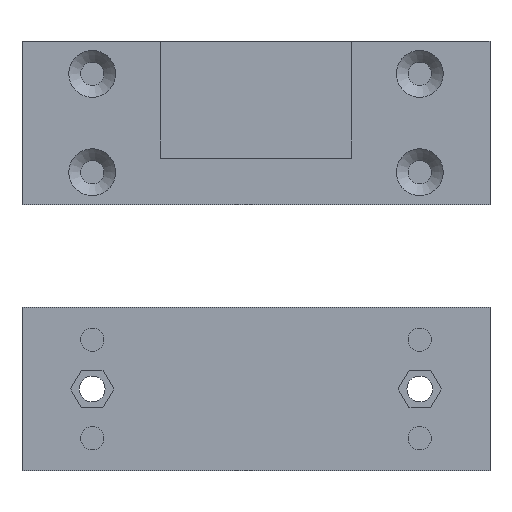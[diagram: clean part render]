
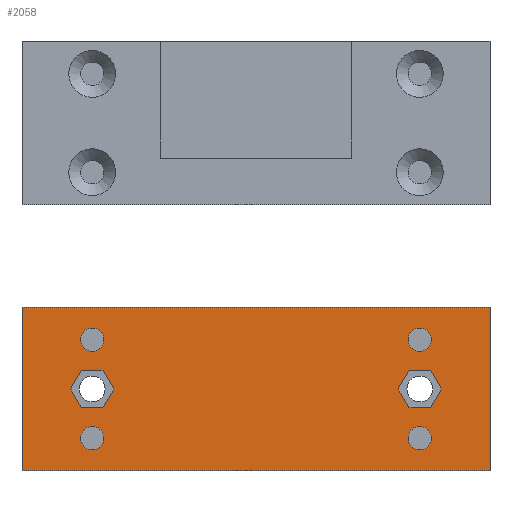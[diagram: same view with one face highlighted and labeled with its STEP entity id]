
A CAD part, front view. The second image highlights one B-rep face of the part: STEP entity #2058.
In plain terms, the highlighted planar face has unit normal (0, -1, 0).
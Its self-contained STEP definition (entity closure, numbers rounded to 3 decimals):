
#71=FACE_BOUND('',#343,.T.);
#72=FACE_BOUND('',#344,.T.);
#73=FACE_BOUND('',#345,.T.);
#74=FACE_BOUND('',#346,.T.);
#75=FACE_BOUND('',#347,.T.);
#76=FACE_BOUND('',#348,.T.);
#123=CIRCLE('',#2198,2.5);
#124=CIRCLE('',#2200,2.5);
#125=CIRCLE('',#2202,2.5);
#126=CIRCLE('',#2204,2.5);
#212=FACE_OUTER_BOUND('',#342,.T.);
#342=EDGE_LOOP('',(#1579,#1580,#1581,#1582));
#343=EDGE_LOOP('',(#1583,#1584,#1585,#1586,#1587,#1588));
#344=EDGE_LOOP('',(#1589,#1590,#1591,#1592,#1593,#1594));
#345=EDGE_LOOP('',(#1595));
#346=EDGE_LOOP('',(#1596));
#347=EDGE_LOOP('',(#1597));
#348=EDGE_LOOP('',(#1598));
#469=LINE('',#2967,#693);
#473=LINE('',#2975,#697);
#476=LINE('',#2981,#700);
#479=LINE('',#2987,#703);
#482=LINE('',#2993,#706);
#485=LINE('',#2998,#709);
#487=LINE('',#3006,#711);
#491=LINE('',#3014,#715);
#494=LINE('',#3020,#718);
#497=LINE('',#3026,#721);
#500=LINE('',#3032,#724);
#503=LINE('',#3037,#727);
#515=LINE('',#3101,#739);
#521=LINE('',#3118,#745);
#527=LINE('',#3131,#751);
#528=LINE('',#3133,#752);
#693=VECTOR('',#2389,10.);
#697=VECTOR('',#2395,10.);
#700=VECTOR('',#2400,10.);
#703=VECTOR('',#2405,10.);
#706=VECTOR('',#2410,10.);
#709=VECTOR('',#2415,10.);
#711=VECTOR('',#2423,10.);
#715=VECTOR('',#2429,10.);
#718=VECTOR('',#2434,10.);
#721=VECTOR('',#2439,10.);
#724=VECTOR('',#2444,10.);
#727=VECTOR('',#2449,10.);
#739=VECTOR('',#2523,10.);
#745=VECTOR('',#2535,10.);
#751=VECTOR('',#2551,10.);
#752=VECTOR('',#2554,10.);
#911=VERTEX_POINT('',#2965);
#912=VERTEX_POINT('',#2966);
#915=VERTEX_POINT('',#2974);
#917=VERTEX_POINT('',#2980);
#919=VERTEX_POINT('',#2986);
#921=VERTEX_POINT('',#2992);
#924=VERTEX_POINT('',#3004);
#925=VERTEX_POINT('',#3005);
#928=VERTEX_POINT('',#3013);
#930=VERTEX_POINT('',#3019);
#932=VERTEX_POINT('',#3025);
#934=VERTEX_POINT('',#3031);
#949=VERTEX_POINT('',#3079);
#950=VERTEX_POINT('',#3083);
#951=VERTEX_POINT('',#3087);
#952=VERTEX_POINT('',#3091);
#955=VERTEX_POINT('',#3098);
#956=VERTEX_POINT('',#3100);
#963=VERTEX_POINT('',#3115);
#964=VERTEX_POINT('',#3117);
#1111=EDGE_CURVE('',#911,#912,#469,.T.);
#1115=EDGE_CURVE('',#915,#911,#473,.T.);
#1118=EDGE_CURVE('',#917,#915,#476,.T.);
#1121=EDGE_CURVE('',#919,#917,#479,.T.);
#1124=EDGE_CURVE('',#921,#919,#482,.T.);
#1127=EDGE_CURVE('',#912,#921,#485,.T.);
#1130=EDGE_CURVE('',#924,#925,#487,.T.);
#1134=EDGE_CURVE('',#928,#924,#491,.T.);
#1137=EDGE_CURVE('',#930,#928,#494,.T.);
#1140=EDGE_CURVE('',#932,#930,#497,.T.);
#1143=EDGE_CURVE('',#934,#932,#500,.T.);
#1146=EDGE_CURVE('',#925,#934,#503,.T.);
#1165=EDGE_CURVE('',#949,#949,#123,.T.);
#1167=EDGE_CURVE('',#950,#950,#124,.T.);
#1169=EDGE_CURVE('',#951,#951,#125,.T.);
#1171=EDGE_CURVE('',#952,#952,#126,.T.);
#1175=EDGE_CURVE('',#955,#956,#515,.T.);
#1183=EDGE_CURVE('',#963,#964,#521,.T.);
#1191=EDGE_CURVE('',#964,#955,#527,.T.);
#1192=EDGE_CURVE('',#956,#963,#528,.T.);
#1579=ORIENTED_EDGE('',*,*,#1192,.F.);
#1580=ORIENTED_EDGE('',*,*,#1175,.F.);
#1581=ORIENTED_EDGE('',*,*,#1191,.F.);
#1582=ORIENTED_EDGE('',*,*,#1183,.F.);
#1583=ORIENTED_EDGE('',*,*,#1111,.T.);
#1584=ORIENTED_EDGE('',*,*,#1127,.T.);
#1585=ORIENTED_EDGE('',*,*,#1124,.T.);
#1586=ORIENTED_EDGE('',*,*,#1121,.T.);
#1587=ORIENTED_EDGE('',*,*,#1118,.T.);
#1588=ORIENTED_EDGE('',*,*,#1115,.T.);
#1589=ORIENTED_EDGE('',*,*,#1130,.T.);
#1590=ORIENTED_EDGE('',*,*,#1146,.T.);
#1591=ORIENTED_EDGE('',*,*,#1143,.T.);
#1592=ORIENTED_EDGE('',*,*,#1140,.T.);
#1593=ORIENTED_EDGE('',*,*,#1137,.T.);
#1594=ORIENTED_EDGE('',*,*,#1134,.T.);
#1595=ORIENTED_EDGE('',*,*,#1165,.T.);
#1596=ORIENTED_EDGE('',*,*,#1167,.T.);
#1597=ORIENTED_EDGE('',*,*,#1169,.T.);
#1598=ORIENTED_EDGE('',*,*,#1171,.T.);
#1962=PLANE('',#2218);
#2058=ADVANCED_FACE('',(#212,#71,#72,#73,#74,#75,#76),#1962,.F.);
#2198=AXIS2_PLACEMENT_3D('',#3080,#2501,#2502);
#2200=AXIS2_PLACEMENT_3D('',#3084,#2506,#2507);
#2202=AXIS2_PLACEMENT_3D('',#3088,#2511,#2512);
#2204=AXIS2_PLACEMENT_3D('',#3092,#2516,#2517);
#2218=AXIS2_PLACEMENT_3D('',#3139,#2563,#2564);
#2389=DIRECTION('',(-0.499,0.,0.866));
#2395=DIRECTION('',(-1.,0.,0.001));
#2400=DIRECTION('',(-0.501,0.,-0.866));
#2405=DIRECTION('',(0.499,0.,-0.866));
#2410=DIRECTION('',(1.,0.,-0.001));
#2415=DIRECTION('',(0.501,0.,0.866));
#2423=DIRECTION('',(-0.499,0.,0.867));
#2429=DIRECTION('',(-1.,0.,0.001));
#2434=DIRECTION('',(-0.501,0.,-0.865));
#2439=DIRECTION('',(0.499,0.,-0.867));
#2444=DIRECTION('',(1.,0.,-0.001));
#2449=DIRECTION('',(0.501,0.,0.865));
#2501=DIRECTION('center_axis',(0.,1.,0.));
#2502=DIRECTION('ref_axis',(1.,0.,0.));
#2506=DIRECTION('center_axis',(0.,1.,0.));
#2507=DIRECTION('ref_axis',(1.,0.,0.));
#2511=DIRECTION('center_axis',(0.,1.,0.));
#2512=DIRECTION('ref_axis',(1.,0.,0.));
#2516=DIRECTION('center_axis',(0.,1.,0.));
#2517=DIRECTION('ref_axis',(1.,0.,0.));
#2523=DIRECTION('',(-1.,0.,0.));
#2535=DIRECTION('',(1.,0.,0.));
#2551=DIRECTION('',(0.,0.,-1.));
#2554=DIRECTION('',(0.,0.,1.));
#2563=DIRECTION('center_axis',(0.,1.,0.));
#2564=DIRECTION('ref_axis',(1.,0.,0.));
#2965=CARTESIAN_POINT('',(12.687,0.,43.502));
#2966=CARTESIAN_POINT('',(10.381,0.,47.504));
#2967=CARTESIAN_POINT('',(16.471,0.,36.933));
#2974=CARTESIAN_POINT('',(17.306,0.,43.498));
#2975=CARTESIAN_POINT('',(33.651,0.,43.483));
#2980=CARTESIAN_POINT('',(19.619,0.,47.496));
#2981=CARTESIAN_POINT('',(23.43,0.,54.082));
#2986=CARTESIAN_POINT('',(17.313,0.,51.498));
#2987=CARTESIAN_POINT('',(22.25,0.,42.928));
#2992=CARTESIAN_POINT('',(12.694,0.,51.502));
#2993=CARTESIAN_POINT('',(31.349,0.,51.485));
#2998=CARTESIAN_POINT('',(15.349,0.,56.09));
#3004=CARTESIAN_POINT('',(82.686,0.,43.503));
#3005=CARTESIAN_POINT('',(80.381,0.,47.506));
#3006=CARTESIAN_POINT('',(77.753,0.,52.071));
#3013=CARTESIAN_POINT('',(87.305,0.,43.497));
#3014=CARTESIAN_POINT('',(68.65,0.,43.52));
#3019=CARTESIAN_POINT('',(89.619,0.,47.494));
#3020=CARTESIAN_POINT('',(84.647,0.,38.907));
#3025=CARTESIAN_POINT('',(87.314,0.,51.497));
#3026=CARTESIAN_POINT('',(83.534,0.,58.064));
#3031=CARTESIAN_POINT('',(82.695,0.,51.503));
#3032=CARTESIAN_POINT('',(66.35,0.,51.523));
#3037=CARTESIAN_POINT('',(76.566,0.,40.917));
#3079=CARTESIAN_POINT('',(12.5,0.,37.));
#3080=CARTESIAN_POINT('Origin',(15.,0.,37.));
#3083=CARTESIAN_POINT('',(12.5,0.,58.));
#3084=CARTESIAN_POINT('Origin',(15.,0.,58.));
#3087=CARTESIAN_POINT('',(82.5,0.,37.));
#3088=CARTESIAN_POINT('Origin',(85.,0.,37.));
#3091=CARTESIAN_POINT('',(82.5,0.,58.));
#3092=CARTESIAN_POINT('Origin',(85.,0.,58.));
#3098=CARTESIAN_POINT('',(100.,0.,30.));
#3100=CARTESIAN_POINT('',(0.,0.,30.));
#3101=CARTESIAN_POINT('',(100.,0.,30.));
#3115=CARTESIAN_POINT('',(0.,0.,65.));
#3117=CARTESIAN_POINT('',(100.,0.,65.));
#3118=CARTESIAN_POINT('',(0.,0.,65.));
#3131=CARTESIAN_POINT('',(100.,0.,65.));
#3133=CARTESIAN_POINT('',(0.,0.,30.));
#3139=CARTESIAN_POINT('Origin',(50.,0.,47.5));
